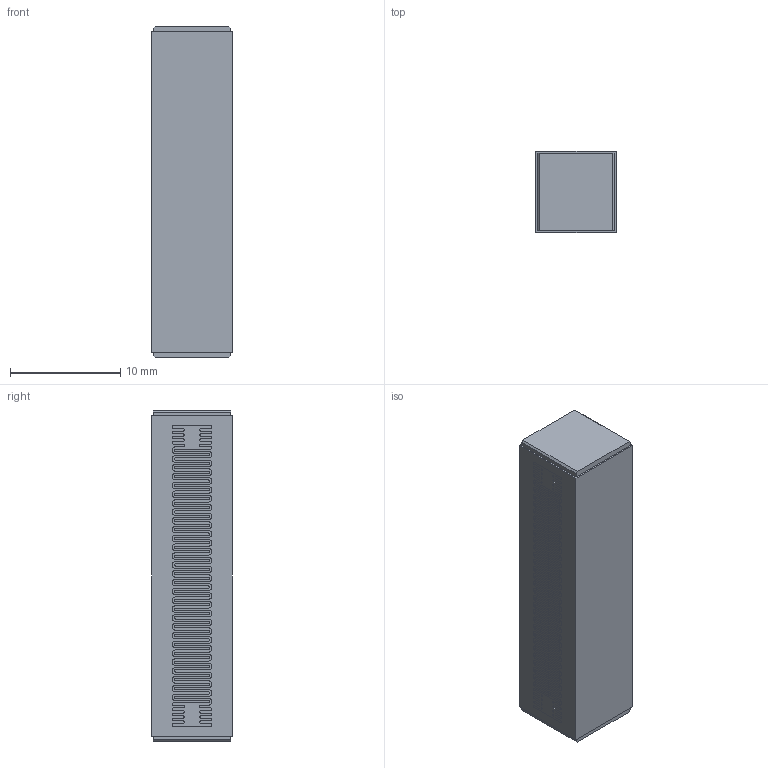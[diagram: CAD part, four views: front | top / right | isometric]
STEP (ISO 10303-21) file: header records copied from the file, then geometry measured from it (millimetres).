
FILE_DESCRIPTION(/* description */ (''),/* implementation_level */ '2;1');
FILE_NAME(/* name */ '7617-14-Ind.00-SL.step',/* time_stamp */ '2023-07-18T15:24:31+02:00',/* author */ (''),/* organization */ (''),/* preprocessor_version */ 'ST-DEVELOPER v19.2',/* originating_system */ 'Autodesk Translation Framework v12.6.0.85',/* authorisation */ '');
FILE_SCHEMA (('AUTOMOTIVE_DESIGN { 1 0 10303 214 3 1 1 }'));
Length unit declared in the file: millimetre
Products named in the file (1): 7617-14-Ind.00-SL
Bounding box: 7.31 x 7.3 x 30 mm (x, y, z)
Volume: 1594.3 mm3; surface area: 1022.6 mm2
Topology: 1 solids, 1 shells, 654 faces, 1936 edges, 1288 vertices
Faces by surface type: plane 354, cylinder 300
Entity records: 22016 total; most frequent: CARTESIAN_POINT 3879, ORIENTED_EDGE 3872, DIRECTION 3846, EDGE_CURVE 1936, LINE 1336, VECTOR 1336, VERTEX_POINT 1288, AXIS2_PLACEMENT_3D 1255
